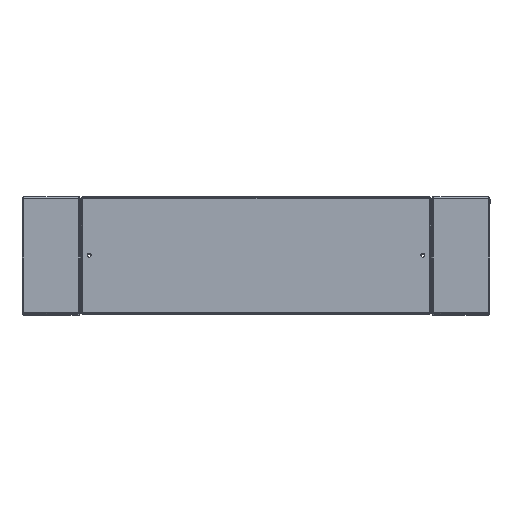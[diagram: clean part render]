
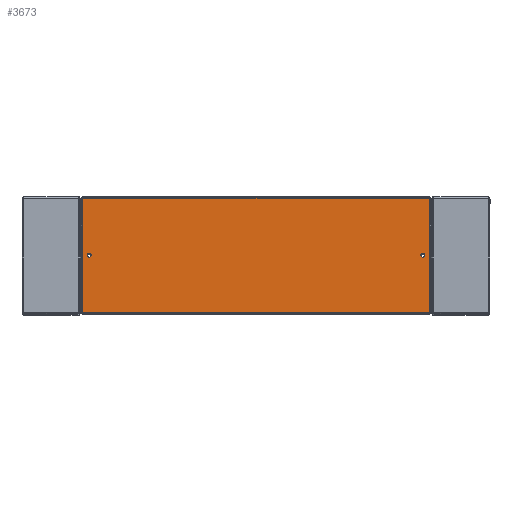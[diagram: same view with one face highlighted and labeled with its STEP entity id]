
A CAD part, top view. The second image highlights one B-rep face of the part: STEP entity #3673.
In plain terms, the highlighted planar face has unit normal (0, 0, 1).
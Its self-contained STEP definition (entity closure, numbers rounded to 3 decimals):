
#114 = EDGE_CURVE ( 'NONE', #3543, #3698, #5946, .T. ) ;
#149 = VECTOR ( 'NONE', #5790, 1000. ) ;
#408 = VERTEX_POINT ( 'NONE', #3652 ) ;
#840 = CARTESIAN_POINT ( 'NONE',  ( 13.5, 99.5, 0. ) ) ;
#1007 = VERTEX_POINT ( 'NONE', #5186 ) ;
#1151 = FACE_OUTER_BOUND ( 'NONE', #5415, .T. ) ;
#1550 = DIRECTION ( 'NONE',  ( 0., 1., 0. ) ) ;
#1705 = AXIS2_PLACEMENT_3D ( 'NONE', #3714, #6278, #8037 ) ;
#1732 = CIRCLE ( 'NONE', #3495, 3.5 ) ;
#1772 = FACE_BOUND ( 'NONE', #8071, .T. ) ;
#1813 = CARTESIAN_POINT ( 'NONE',  ( 587.5, 99.5, 0. ) ) ;
#1822 = LINE ( 'NONE', #3677, #6663 ) ;
#2020 = LINE ( 'NONE', #5139, #149 ) ;
#2208 = DIRECTION ( 'NONE',  ( 0., 0., -1. ) ) ;
#2338 = DIRECTION ( 'NONE',  ( -1., 0., 0. ) ) ;
#2339 = ORIENTED_EDGE ( 'NONE', *, *, #114, .T. ) ;
#2503 = EDGE_CURVE ( 'NONE', #1007, #6113, #5325, .T. ) ;
#2728 = DIRECTION ( 'NONE',  ( 0., 0., -1. ) ) ;
#2996 = ORIENTED_EDGE ( 'NONE', *, *, #2503, .T. ) ;
#3007 = PLANE ( 'NONE',  #1705 ) ;
#3187 = DIRECTION ( 'NONE',  ( -1., 0., 0. ) ) ;
#3382 = ORIENTED_EDGE ( 'NONE', *, *, #7816, .T. ) ;
#3408 = EDGE_LOOP ( 'NONE', ( #7610, #3457 ) ) ;
#3457 = ORIENTED_EDGE ( 'NONE', *, *, #6416, .T. ) ;
#3495 = AXIS2_PLACEMENT_3D ( 'NONE', #4254, #8193, #5506 ) ;
#3543 = VERTEX_POINT ( 'NONE', #7351 ) ;
#3627 = VECTOR ( 'NONE', #6314, 1000. ) ;
#3652 = CARTESIAN_POINT ( 'NONE',  ( 580.5, 99.5, 0. ) ) ;
#3673 = ADVANCED_FACE ( 'NONE', ( #1772, #4805, #1151 ), #3007, .F. ) ;
#3677 = CARTESIAN_POINT ( 'NONE',  ( 596.099, 196.6, 0. ) ) ;
#3698 = VERTEX_POINT ( 'NONE', #5511 ) ;
#3714 = CARTESIAN_POINT ( 'NONE',  ( 0., 0., 0. ) ) ;
#3778 = AXIS2_PLACEMENT_3D ( 'NONE', #4717, #2208, #4669 ) ;
#4198 = AXIS2_PLACEMENT_3D ( 'NONE', #7606, #5607, #3187 ) ;
#4254 = CARTESIAN_POINT ( 'NONE',  ( 13.5, 99.5, 0. ) ) ;
#4461 = CIRCLE ( 'NONE', #4198, 3.5 ) ;
#4658 = ORIENTED_EDGE ( 'NONE', *, *, #4918, .T. ) ;
#4667 = VECTOR ( 'NONE', #1550, 1000. ) ;
#4669 = DIRECTION ( 'NONE',  ( -1., 0., 0. ) ) ;
#4717 = CARTESIAN_POINT ( 'NONE',  ( 584., 99.5, 0. ) ) ;
#4749 = ORIENTED_EDGE ( 'NONE', *, *, #5165, .T. ) ;
#4805 = FACE_BOUND ( 'NONE', #3408, .T. ) ;
#4918 = EDGE_CURVE ( 'NONE', #3698, #3543, #1732, .T. ) ;
#4985 = CARTESIAN_POINT ( 'NONE',  ( 2.4, 196.6, 0. ) ) ;
#4987 = EDGE_CURVE ( 'NONE', #6577, #6215, #5845, .T. ) ;
#5139 = CARTESIAN_POINT ( 'NONE',  ( 1.401, 2.4, 0. ) ) ;
#5165 = EDGE_CURVE ( 'NONE', #6215, #1007, #2020, .T. ) ;
#5186 = CARTESIAN_POINT ( 'NONE',  ( 595.1, 2.4, 0. ) ) ;
#5271 = DIRECTION ( 'NONE',  ( -1., 0., 0. ) ) ;
#5325 = LINE ( 'NONE', #5971, #4667 ) ;
#5415 = EDGE_LOOP ( 'NONE', ( #4749, #2996, #3382, #5510 ) ) ;
#5506 = DIRECTION ( 'NONE',  ( -1., 0., 0. ) ) ;
#5510 = ORIENTED_EDGE ( 'NONE', *, *, #4987, .T. ) ;
#5511 = CARTESIAN_POINT ( 'NONE',  ( 17., 99.5, 0. ) ) ;
#5577 = EDGE_CURVE ( 'NONE', #408, #8196, #7819, .T. ) ;
#5607 = DIRECTION ( 'NONE',  ( 0., 0., -1. ) ) ;
#5790 = DIRECTION ( 'NONE',  ( 1., 0., 0. ) ) ;
#5845 = LINE ( 'NONE', #7710, #3627 ) ;
#5946 = CIRCLE ( 'NONE', #7155, 3.5 ) ;
#5971 = CARTESIAN_POINT ( 'NONE',  ( 595.1, 1.401, 0. ) ) ;
#6113 = VERTEX_POINT ( 'NONE', #6386 ) ;
#6215 = VERTEX_POINT ( 'NONE', #6509 ) ;
#6278 = DIRECTION ( 'NONE',  ( 0., 0., -1. ) ) ;
#6314 = DIRECTION ( 'NONE',  ( 0., -1., 0. ) ) ;
#6386 = CARTESIAN_POINT ( 'NONE',  ( 595.1, 196.6, 0. ) ) ;
#6416 = EDGE_CURVE ( 'NONE', #8196, #408, #4461, .T. ) ;
#6509 = CARTESIAN_POINT ( 'NONE',  ( 2.4, 2.4, 0. ) ) ;
#6577 = VERTEX_POINT ( 'NONE', #4985 ) ;
#6663 = VECTOR ( 'NONE', #2338, 1000. ) ;
#7155 = AXIS2_PLACEMENT_3D ( 'NONE', #840, #2728, #5271 ) ;
#7351 = CARTESIAN_POINT ( 'NONE',  ( 10., 99.5, 0. ) ) ;
#7606 = CARTESIAN_POINT ( 'NONE',  ( 584., 99.5, 0. ) ) ;
#7610 = ORIENTED_EDGE ( 'NONE', *, *, #5577, .T. ) ;
#7710 = CARTESIAN_POINT ( 'NONE',  ( 2.4, 197.599, 0. ) ) ;
#7816 = EDGE_CURVE ( 'NONE', #6113, #6577, #1822, .T. ) ;
#7819 = CIRCLE ( 'NONE', #3778, 3.5 ) ;
#8037 = DIRECTION ( 'NONE',  ( -1., 0., 0. ) ) ;
#8071 = EDGE_LOOP ( 'NONE', ( #2339, #4658 ) ) ;
#8193 = DIRECTION ( 'NONE',  ( 0., 0., -1. ) ) ;
#8196 = VERTEX_POINT ( 'NONE', #1813 ) ;
